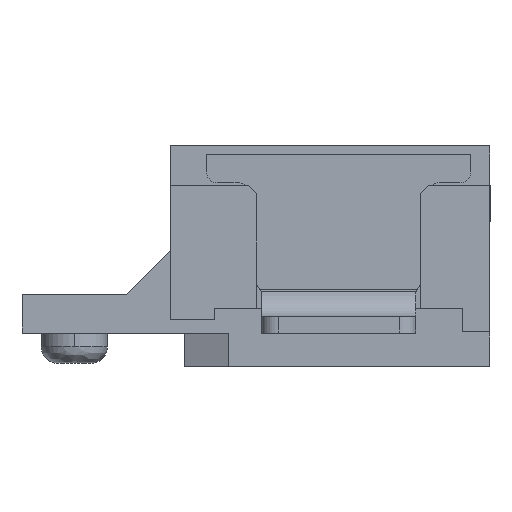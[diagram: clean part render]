
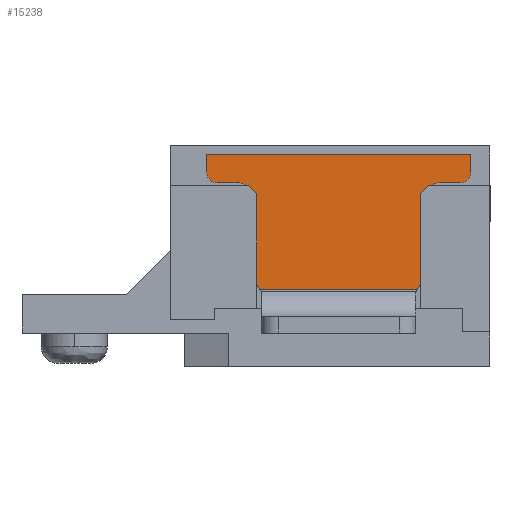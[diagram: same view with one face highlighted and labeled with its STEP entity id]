
A CAD part, left-side view. The second image highlights one B-rep face of the part: STEP entity #15238.
In plain terms, the highlighted planar face has unit normal (-1, 0, 0).
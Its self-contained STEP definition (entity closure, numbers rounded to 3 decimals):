
#14535=CARTESIAN_POINT('',(-22.865,-6.2,0.75));
#14536=VERTEX_POINT('',#14535);
#14537=CARTESIAN_POINT('',(-22.865,-3.4,0.75));
#14538=VERTEX_POINT('',#14537);
#14539=CARTESIAN_POINT('',(-22.865,-6.2,0.75));
#14540=DIRECTION('',(0.0,1.0,0.0));
#14541=VECTOR('',#14540,2.8);
#14542=LINE('',#14539,#14541);
#14543=EDGE_CURVE('',#14536,#14538,#14542,.T.);
#14702=CARTESIAN_POINT('',(-22.865,-6.29,2.53));
#14703=VERTEX_POINT('',#14702);
#14710=CARTESIAN_POINT('',(-22.865,-6.29,0.879));
#14711=VERTEX_POINT('',#14710);
#14712=CARTESIAN_POINT('',(-22.865,-6.29,2.53));
#14713=DIRECTION('',(0.0,0.0,-1.0));
#14714=VECTOR('',#14713,1.651);
#14715=LINE('',#14712,#14714);
#14716=EDGE_CURVE('',#14703,#14711,#14715,.T.);
#14740=CARTESIAN_POINT('',(-22.865,-6.44,2.68));
#14741=VERTEX_POINT('',#14740);
#14748=CARTESIAN_POINT('',(-22.865,-6.44,2.68));
#14749=DIRECTION('',(0.0,0.707,-0.707));
#14750=VECTOR('',#14749,0.212);
#14751=LINE('',#14748,#14750);
#14752=EDGE_CURVE('',#14741,#14703,#14751,.T.);
#14773=CARTESIAN_POINT('',(-22.865,-3.31,2.53));
#14774=VERTEX_POINT('',#14773);
#14781=CARTESIAN_POINT('',(-22.865,-3.16,2.68));
#14782=VERTEX_POINT('',#14781);
#14783=CARTESIAN_POINT('',(-22.865,-3.31,2.53));
#14784=DIRECTION('',(0.0,0.707,0.707));
#14785=VECTOR('',#14784,0.212);
#14786=LINE('',#14783,#14785);
#14787=EDGE_CURVE('',#14774,#14782,#14786,.T.);
#14811=CARTESIAN_POINT('',(-22.865,-3.31,0.879));
#14812=VERTEX_POINT('',#14811);
#14819=CARTESIAN_POINT('',(-22.865,-3.31,0.879));
#14820=DIRECTION('',(0.0,0.0,1.0));
#14821=VECTOR('',#14820,1.651);
#14822=LINE('',#14819,#14821);
#14823=EDGE_CURVE('',#14812,#14774,#14822,.T.);
#14843=CARTESIAN_POINT('',(-22.865,-6.493,2.68));
#14844=VERTEX_POINT('',#14843);
#14851=CARTESIAN_POINT('',(-22.865,-6.44,2.68));
#14852=DIRECTION('',(0.0,-1.0,0.0));
#14853=VECTOR('',#14852,0.053);
#14854=LINE('',#14851,#14853);
#14855=EDGE_CURVE('',#14741,#14844,#14854,.T.);
#14866=CARTESIAN_POINT('',(-22.865,-3.107,2.68));
#14867=VERTEX_POINT('',#14866);
#14868=CARTESIAN_POINT('',(-22.865,-3.107,2.68));
#14869=DIRECTION('',(0.0,-1.0,0.0));
#14870=VECTOR('',#14869,0.053);
#14871=LINE('',#14868,#14870);
#14872=EDGE_CURVE('',#14867,#14782,#14871,.T.);
#14905=CARTESIAN_POINT('',(-22.865,-6.625,2.73));
#14906=VERTEX_POINT('',#14905);
#14913=CARTESIAN_POINT('',(-22.865,-6.625,2.53));
#14914=DIRECTION('',(1.0,0.,0.));
#14915=DIRECTION('',(0.,0.354,0.935));
#14916=AXIS2_PLACEMENT_3D('',#14913,#14914,#14915);
#14917=CIRCLE('',#14916,0.2);
#14918=EDGE_CURVE('',#14844,#14906,#14917,.T.);
#14937=CARTESIAN_POINT('',(-22.865,-7.,2.73));
#14938=VERTEX_POINT('',#14937);
#14945=CARTESIAN_POINT('',(-22.865,-6.625,2.73));
#14946=DIRECTION('',(0.0,-1.0,0.0));
#14947=VECTOR('',#14946,0.375);
#14948=LINE('',#14945,#14947);
#14949=EDGE_CURVE('',#14906,#14938,#14948,.T.);
#14969=CARTESIAN_POINT('',(-22.865,-7.2,2.93));
#14970=VERTEX_POINT('',#14969);
#14977=CARTESIAN_POINT('',(-22.865,-7.,2.93));
#14978=DIRECTION('',(-1.0,0.,0.));
#14979=DIRECTION('',(0.,-0.707,-0.707));
#14980=AXIS2_PLACEMENT_3D('',#14977,#14978,#14979);
#14981=CIRCLE('',#14980,0.2);
#14982=EDGE_CURVE('',#14938,#14970,#14981,.T.);
#15001=CARTESIAN_POINT('',(-22.865,-7.2,3.25));
#15002=VERTEX_POINT('',#15001);
#15009=CARTESIAN_POINT('',(-22.865,-7.2,2.93));
#15010=DIRECTION('',(0.0,0.0,1.0));
#15011=VECTOR('',#15010,0.32);
#15012=LINE('',#15009,#15011);
#15013=EDGE_CURVE('',#14970,#15002,#15012,.T.);
#15032=CARTESIAN_POINT('',(-22.865,-2.4,3.25));
#15033=VERTEX_POINT('',#15032);
#15040=CARTESIAN_POINT('',(-22.865,-7.2,3.25));
#15041=DIRECTION('',(0.0,1.0,0.0));
#15042=VECTOR('',#15041,4.8);
#15043=LINE('',#15040,#15042);
#15044=EDGE_CURVE('',#15002,#15033,#15043,.T.);
#15063=CARTESIAN_POINT('',(-22.865,-2.4,2.93));
#15064=VERTEX_POINT('',#15063);
#15071=CARTESIAN_POINT('',(-22.865,-2.4,3.25));
#15072=DIRECTION('',(0.0,0.0,-1.0));
#15073=VECTOR('',#15072,0.32);
#15074=LINE('',#15071,#15073);
#15075=EDGE_CURVE('',#15033,#15064,#15074,.T.);
#15095=CARTESIAN_POINT('',(-22.865,-2.6,2.73));
#15096=VERTEX_POINT('',#15095);
#15103=CARTESIAN_POINT('',(-22.865,-2.6,2.93));
#15104=DIRECTION('',(-1.0,0.,0.));
#15105=DIRECTION('',(0.,0.707,-0.707));
#15106=AXIS2_PLACEMENT_3D('',#15103,#15104,#15105);
#15107=CIRCLE('',#15106,0.2);
#15108=EDGE_CURVE('',#15064,#15096,#15107,.T.);
#15127=CARTESIAN_POINT('',(-22.865,-2.975,2.73));
#15128=VERTEX_POINT('',#15127);
#15135=CARTESIAN_POINT('',(-22.865,-2.6,2.73));
#15136=DIRECTION('',(0.0,-1.0,0.0));
#15137=VECTOR('',#15136,0.375);
#15138=LINE('',#15135,#15137);
#15139=EDGE_CURVE('',#15096,#15128,#15138,.T.);
#15158=CARTESIAN_POINT('',(-22.865,-2.975,2.53));
#15159=DIRECTION('',(1.0,0.,0.));
#15160=DIRECTION('',(0.,-0.354,0.935));
#15161=AXIS2_PLACEMENT_3D('',#15158,#15159,#15160);
#15162=CIRCLE('',#15161,0.2);
#15163=EDGE_CURVE('',#15128,#14867,#15162,.T.);
#15174=CARTESIAN_POINT('',(-22.865,-3.4,0.75));
#15175=DIRECTION('',(0.0,0.574,0.819));
#15176=VECTOR('',#15175,0.157);
#15177=LINE('',#15174,#15176);
#15178=EDGE_CURVE('',#14538,#14812,#15177,.T.);
#15196=CARTESIAN_POINT('',(-22.865,-6.29,0.879));
#15197=DIRECTION('',(0.0,0.574,-0.819));
#15198=VECTOR('',#15197,0.157);
#15199=LINE('',#15196,#15198);
#15200=EDGE_CURVE('',#14711,#14536,#15199,.T.);
#15213=CARTESIAN_POINT('',(-22.865,-4.8,0.816));
#15214=DIRECTION('',(1.0,0.0,0.0));
#15215=DIRECTION('',(0.0,0.0,-1.0));
#15216=AXIS2_PLACEMENT_3D('',#15213,#15214,#15215);
#15217=PLANE('',#15216);
#15218=ORIENTED_EDGE('',*,*,#15178,.F.);
#15219=ORIENTED_EDGE('',*,*,#14543,.F.);
#15220=ORIENTED_EDGE('',*,*,#15200,.F.);
#15221=ORIENTED_EDGE('',*,*,#14716,.F.);
#15222=ORIENTED_EDGE('',*,*,#14752,.F.);
#15223=ORIENTED_EDGE('',*,*,#14855,.T.);
#15224=ORIENTED_EDGE('',*,*,#14918,.T.);
#15225=ORIENTED_EDGE('',*,*,#14949,.T.);
#15226=ORIENTED_EDGE('',*,*,#14982,.T.);
#15227=ORIENTED_EDGE('',*,*,#15013,.T.);
#15228=ORIENTED_EDGE('',*,*,#15044,.T.);
#15229=ORIENTED_EDGE('',*,*,#15075,.T.);
#15230=ORIENTED_EDGE('',*,*,#15108,.T.);
#15231=ORIENTED_EDGE('',*,*,#15139,.T.);
#15232=ORIENTED_EDGE('',*,*,#15163,.T.);
#15233=ORIENTED_EDGE('',*,*,#14872,.T.);
#15234=ORIENTED_EDGE('',*,*,#14787,.F.);
#15235=ORIENTED_EDGE('',*,*,#14823,.F.);
#15236=EDGE_LOOP('',(#15218,#15219,#15220,#15221,#15222,#15223,#15224,#15225,#15226,#15227,#15228,#15229,#15230,#15231,#15232,#15233,#15234,#15235));
#15237=FACE_OUTER_BOUND('',#15236,.T.);
#15238=ADVANCED_FACE('',(#15237),#15217,.F.);
